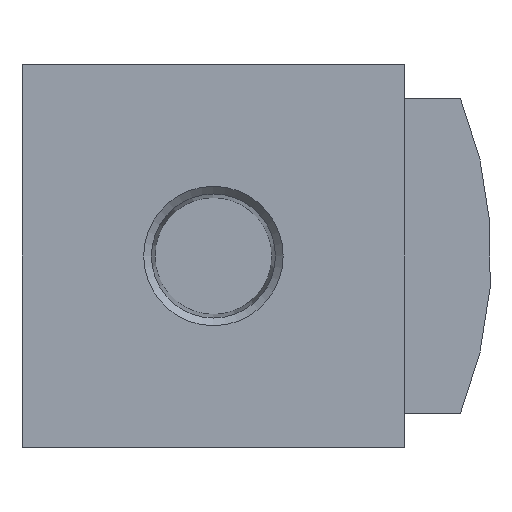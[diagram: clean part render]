
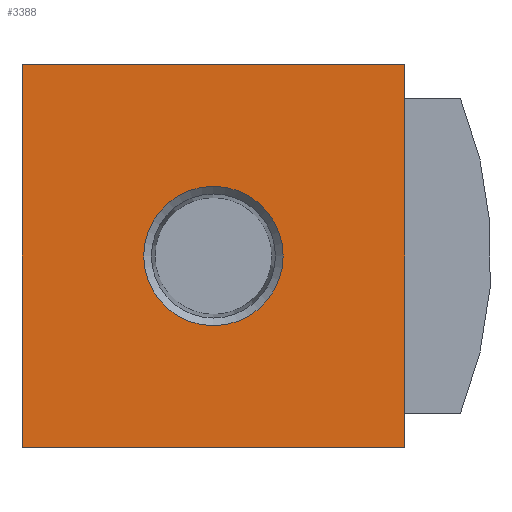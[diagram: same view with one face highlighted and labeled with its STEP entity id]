
A CAD part, front view. The second image highlights one B-rep face of the part: STEP entity #3388.
In plain terms, the highlighted planar face has unit normal (0, -1, 0).
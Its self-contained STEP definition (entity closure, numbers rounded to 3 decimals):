
#123=PLANE('',#3632);
#412=LINE('',#5236,#817);
#420=LINE('',#5251,#825);
#436=LINE('',#5281,#841);
#476=LINE('',#5372,#881);
#817=VECTOR('',#4175,1000.);
#825=VECTOR('',#4185,1000.);
#841=VECTOR('',#4203,1000.);
#881=VECTOR('',#4281,1000.);
#1033=CIRCLE('',#3633,11.288);
#1602=ORIENTED_EDGE('',*,*,#2384,.F.);
#1603=ORIENTED_EDGE('',*,*,#2300,.F.);
#1604=ORIENTED_EDGE('',*,*,#2292,.F.);
#1605=ORIENTED_EDGE('',*,*,#2316,.F.);
#1606=ORIENTED_EDGE('',*,*,#2365,.F.);
#2292=EDGE_CURVE('',#2709,#2710,#412,.T.);
#2300=EDGE_CURVE('',#2710,#2716,#420,.T.);
#2316=EDGE_CURVE('',#2728,#2709,#436,.T.);
#2365=EDGE_CURVE('',#2716,#2728,#476,.T.);
#2384=EDGE_CURVE('',#2770,#2770,#1033,.T.);
#2709=VERTEX_POINT('',#5235);
#2710=VERTEX_POINT('',#5237);
#2716=VERTEX_POINT('',#5252);
#2728=VERTEX_POINT('',#5280);
#2770=VERTEX_POINT('',#5411);
#2945=EDGE_LOOP('',(#1602));
#2946=EDGE_LOOP('',(#1603,#1604,#1605,#1606));
#3156=FACE_BOUND('',#2945,.T.);
#3157=FACE_BOUND('',#2946,.T.);
#3388=ADVANCED_FACE('',(#3156,#3157),#123,.F.);
#3632=AXIS2_PLACEMENT_3D('',#5409,#4323,#4324);
#3633=AXIS2_PLACEMENT_3D('',#5410,#4325,#4326);
#4175=DIRECTION('',(-1.,0.,0.));
#4185=DIRECTION('',(0.,0.,1.));
#4203=DIRECTION('',(0.,0.,-1.));
#4281=DIRECTION('',(1.,0.,0.));
#4323=DIRECTION('',(0.,1.,0.));
#4324=DIRECTION('',(0.,0.,1.));
#4325=DIRECTION('',(0.,-1.,0.));
#4326=DIRECTION('',(0.,0.,-1.));
#5235=CARTESIAN_POINT('',(31.,-45.,-31.));
#5236=CARTESIAN_POINT('',(31.,-45.,-31.));
#5237=CARTESIAN_POINT('',(-31.,-45.,-31.));
#5251=CARTESIAN_POINT('',(-31.,-45.,-31.));
#5252=CARTESIAN_POINT('',(-31.,-45.,31.));
#5280=CARTESIAN_POINT('',(31.,-45.,31.));
#5281=CARTESIAN_POINT('',(31.,-45.,31.));
#5372=CARTESIAN_POINT('',(-31.,-45.,31.));
#5409=CARTESIAN_POINT('',(0.,-45.,0.));
#5410=CARTESIAN_POINT('',(0.,-45.,0.));
#5411=CARTESIAN_POINT('',(0.,-45.,-11.288));
